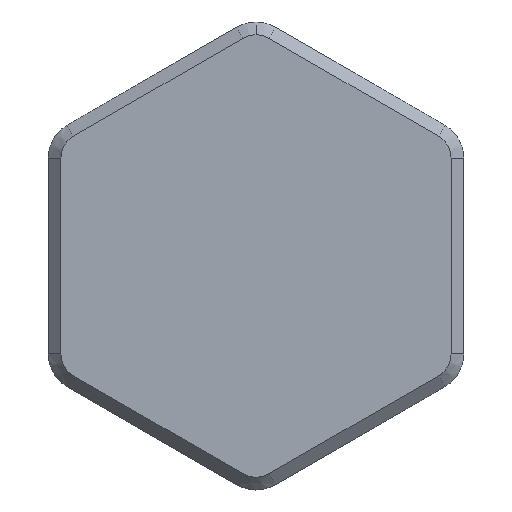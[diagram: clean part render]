
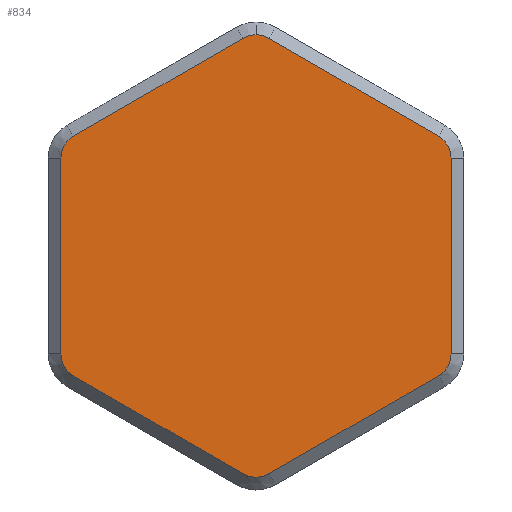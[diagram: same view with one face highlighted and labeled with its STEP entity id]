
A CAD part, front view. The second image highlights one B-rep face of the part: STEP entity #834.
In plain terms, the highlighted planar face has unit normal (0, -1, 0).
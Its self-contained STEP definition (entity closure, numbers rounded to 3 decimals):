
#137 = VERTEX_POINT ( 'NONE', #2858 ) ;
#161 = DIRECTION ( 'NONE',  ( 0., 0., 1. ) ) ;
#189 = DIRECTION ( 'NONE',  ( 0., -1., 0. ) ) ;
#191 = DIRECTION ( 'NONE',  ( -0.866, 0., 0.5 ) ) ;
#209 = DIRECTION ( 'NONE',  ( 0., 0., 1. ) ) ;
#228 = DIRECTION ( 'NONE',  ( 0., 0., 1. ) ) ;
#301 = EDGE_CURVE ( 'NONE', #303, #748, #1952, .T. ) ;
#303 = VERTEX_POINT ( 'NONE', #3092 ) ;
#342 = DIRECTION ( 'NONE',  ( 0., 0., 1. ) ) ;
#356 = AXIS2_PLACEMENT_3D ( 'NONE', #510, #3848, #1807 ) ;
#362 = LINE ( 'NONE', #4748, #4870 ) ;
#378 = VERTEX_POINT ( 'NONE', #2355 ) ;
#401 = DIRECTION ( 'NONE',  ( 0., -1., 0. ) ) ;
#440 = ORIENTED_EDGE ( 'NONE', *, *, #1358, .T. ) ;
#493 = ORIENTED_EDGE ( 'NONE', *, *, #4625, .T. ) ;
#494 = DIRECTION ( 'NONE',  ( 0., 0., 1. ) ) ;
#510 = CARTESIAN_POINT ( 'NONE',  ( -12.774, 22.972, 98.348 ) ) ;
#543 = EDGE_CURVE ( 'NONE', #137, #378, #1864, .T. ) ;
#551 = DIRECTION ( 'NONE',  ( 0., -1., 0. ) ) ;
#608 = CARTESIAN_POINT ( 'NONE',  ( 4.426, 22.972, 89.11 ) ) ;
#656 = DIRECTION ( 'NONE',  ( 0., -1., 0. ) ) ;
#677 = AXIS2_PLACEMENT_3D ( 'NONE', #4494, #3275, #494 ) ;
#733 = ORIENTED_EDGE ( 'NONE', *, *, #1876, .T. ) ;
#748 = VERTEX_POINT ( 'NONE', #3571 ) ;
#762 = ORIENTED_EDGE ( 'NONE', *, *, #2171, .T. ) ;
#787 = CARTESIAN_POINT ( 'NONE',  ( 3.826, 22.972, 88.071 ) ) ;
#834 = ADVANCED_FACE ( 'NONE', ( #1715 ), #4149, .F. ) ;
#955 = CARTESIAN_POINT ( 'NONE',  ( -4.774, 22.972, 84.491 ) ) ;
#958 = ORIENTED_EDGE ( 'NONE', *, *, #2930, .T. ) ;
#1055 = DIRECTION ( 'NONE',  ( 0.866, 0., 0.5 ) ) ;
#1208 = CIRCLE ( 'NONE', #356, 1.2 ) ;
#1255 = VECTOR ( 'NONE', #191, 1000. ) ;
#1307 = VERTEX_POINT ( 'NONE', #5027 ) ;
#1344 = AXIS2_PLACEMENT_3D ( 'NONE', #1798, #656, #4291 ) ;
#1358 = EDGE_CURVE ( 'NONE', #4236, #1307, #3776, .T. ) ;
#1436 = VERTEX_POINT ( 'NONE', #2022 ) ;
#1545 = ORIENTED_EDGE ( 'NONE', *, *, #3130, .T. ) ;
#1580 = DIRECTION ( 'NONE',  ( 0., 0., -1. ) ) ;
#1714 = EDGE_CURVE ( 'NONE', #5226, #2314, #4396, .T. ) ;
#1715 = FACE_OUTER_BOUND ( 'NONE', #4559, .T. ) ;
#1734 = CARTESIAN_POINT ( 'NONE',  ( -1.374, 22.972, 81.143 ) ) ;
#1766 = ORIENTED_EDGE ( 'NONE', *, *, #543, .T. ) ;
#1772 = ORIENTED_EDGE ( 'NONE', *, *, #3968, .T. ) ;
#1798 = CARTESIAN_POINT ( 'NONE',  ( 3.226, 22.972, 98.348 ) ) ;
#1807 = DIRECTION ( 'NONE',  ( 0., 0., 1. ) ) ;
#1808 = EDGE_CURVE ( 'NONE', #4060, #3477, #362, .T. ) ;
#1841 = CARTESIAN_POINT ( 'NONE',  ( -13.374, 22.972, 88.071 ) ) ;
#1854 = ORIENTED_EDGE ( 'NONE', *, *, #301, .T. ) ;
#1864 = CIRCLE ( 'NONE', #1344, 1.2 ) ;
#1876 = EDGE_CURVE ( 'NONE', #2314, #4236, #3843, .T. ) ;
#1952 = CIRCLE ( 'NONE', #3748, 1.2 ) ;
#2022 = CARTESIAN_POINT ( 'NONE',  ( -4.174, 22.972, 83.452 ) ) ;
#2137 = VECTOR ( 'NONE', #1580, 1000. ) ;
#2171 = EDGE_CURVE ( 'NONE', #748, #4060, #2487, .T. ) ;
#2187 = CARTESIAN_POINT ( 'NONE',  ( -12.774, 22.972, 89.11 ) ) ;
#2314 = VERTEX_POINT ( 'NONE', #4443 ) ;
#2348 = DIRECTION ( 'NONE',  ( -0.866, 0., -0.5 ) ) ;
#2355 = CARTESIAN_POINT ( 'NONE',  ( 3.826, 22.972, 99.387 ) ) ;
#2487 = CIRCLE ( 'NONE', #3324, 1.2 ) ;
#2657 = CARTESIAN_POINT ( 'NONE',  ( 7.826, 22.972, 97.078 ) ) ;
#2786 = EDGE_CURVE ( 'NONE', #4724, #4942, #3165, .T. ) ;
#2858 = CARTESIAN_POINT ( 'NONE',  ( 4.426, 22.972, 98.348 ) ) ;
#2909 = AXIS2_PLACEMENT_3D ( 'NONE', #2187, #3440, #209 ) ;
#2930 = EDGE_CURVE ( 'NONE', #1307, #1436, #4874, .T. ) ;
#3092 = CARTESIAN_POINT ( 'NONE',  ( -4.174, 22.972, 104.006 ) ) ;
#3130 = EDGE_CURVE ( 'NONE', #4942, #137, #4404, .T. ) ;
#3165 = CIRCLE ( 'NONE', #4520, 1.2 ) ;
#3181 = CARTESIAN_POINT ( 'NONE',  ( 4.426, 22.972, 89.11 ) ) ;
#3202 = CARTESIAN_POINT ( 'NONE',  ( -13.374, 22.972, 99.387 ) ) ;
#3246 = VECTOR ( 'NONE', #3366, 1000. ) ;
#3275 = DIRECTION ( 'NONE',  ( 0., 1., 0. ) ) ;
#3324 = AXIS2_PLACEMENT_3D ( 'NONE', #4745, #4685, #3862 ) ;
#3363 = CARTESIAN_POINT ( 'NONE',  ( 3.226, 22.972, 89.11 ) ) ;
#3366 = DIRECTION ( 'NONE',  ( 0.866, 0., -0.5 ) ) ;
#3370 = ORIENTED_EDGE ( 'NONE', *, *, #1714, .T. ) ;
#3417 = LINE ( 'NONE', #2657, #1255 ) ;
#3440 = DIRECTION ( 'NONE',  ( 0., -1., 0. ) ) ;
#3477 = VERTEX_POINT ( 'NONE', #3202 ) ;
#3524 = ORIENTED_EDGE ( 'NONE', *, *, #2786, .T. ) ;
#3571 = CARTESIAN_POINT ( 'NONE',  ( -4.774, 22.972, 104.167 ) ) ;
#3620 = EDGE_CURVE ( 'NONE', #3477, #5226, #1208, .T. ) ;
#3748 = AXIS2_PLACEMENT_3D ( 'NONE', #3890, #551, #228 ) ;
#3769 = VECTOR ( 'NONE', #342, 1000. ) ;
#3776 = LINE ( 'NONE', #1734, #3246 ) ;
#3843 = CIRCLE ( 'NONE', #2909, 1.2 ) ;
#3848 = DIRECTION ( 'NONE',  ( 0., -1., 0. ) ) ;
#3859 = VECTOR ( 'NONE', #1055, 1000. ) ;
#3862 = DIRECTION ( 'NONE',  ( 0., 0., 1. ) ) ;
#3890 = CARTESIAN_POINT ( 'NONE',  ( -4.774, 22.972, 102.967 ) ) ;
#3968 = EDGE_CURVE ( 'NONE', #1436, #4724, #4445, .T. ) ;
#4060 = VERTEX_POINT ( 'NONE', #5002 ) ;
#4149 = PLANE ( 'NONE',  #677 ) ;
#4218 = ORIENTED_EDGE ( 'NONE', *, *, #1808, .T. ) ;
#4236 = VERTEX_POINT ( 'NONE', #1841 ) ;
#4291 = DIRECTION ( 'NONE',  ( 0., 0., 1. ) ) ;
#4396 = LINE ( 'NONE', #5254, #2137 ) ;
#4404 = LINE ( 'NONE', #3181, #3769 ) ;
#4443 = CARTESIAN_POINT ( 'NONE',  ( -13.974, 22.972, 89.11 ) ) ;
#4445 = LINE ( 'NONE', #787, #3859 ) ;
#4447 = AXIS2_PLACEMENT_3D ( 'NONE', #955, #189, #161 ) ;
#4494 = CARTESIAN_POINT ( 'NONE',  ( 3.226, 22.972, 89.11 ) ) ;
#4500 = ORIENTED_EDGE ( 'NONE', *, *, #3620, .T. ) ;
#4520 = AXIS2_PLACEMENT_3D ( 'NONE', #3363, #401, #4938 ) ;
#4559 = EDGE_LOOP ( 'NONE', ( #958, #1772, #3524, #1545, #1766, #493, #1854, #762, #4218, #4500, #3370, #733, #440 ) ) ;
#4625 = EDGE_CURVE ( 'NONE', #378, #303, #3417, .T. ) ;
#4685 = DIRECTION ( 'NONE',  ( 0., -1., 0. ) ) ;
#4724 = VERTEX_POINT ( 'NONE', #4814 ) ;
#4745 = CARTESIAN_POINT ( 'NONE',  ( -4.774, 22.972, 102.967 ) ) ;
#4748 = CARTESIAN_POINT ( 'NONE',  ( -5.374, 22.972, 104.006 ) ) ;
#4814 = CARTESIAN_POINT ( 'NONE',  ( 3.826, 22.972, 88.071 ) ) ;
#4870 = VECTOR ( 'NONE', #2348, 1000. ) ;
#4874 = CIRCLE ( 'NONE', #4447, 1.2 ) ;
#4938 = DIRECTION ( 'NONE',  ( 0., 0., 1. ) ) ;
#4942 = VERTEX_POINT ( 'NONE', #608 ) ;
#4959 = CARTESIAN_POINT ( 'NONE',  ( -13.974, 22.972, 98.348 ) ) ;
#5002 = CARTESIAN_POINT ( 'NONE',  ( -5.374, 22.972, 104.006 ) ) ;
#5027 = CARTESIAN_POINT ( 'NONE',  ( -5.374, 22.972, 83.452 ) ) ;
#5226 = VERTEX_POINT ( 'NONE', #4959 ) ;
#5254 = CARTESIAN_POINT ( 'NONE',  ( -13.974, 22.972, 89.11 ) ) ;
